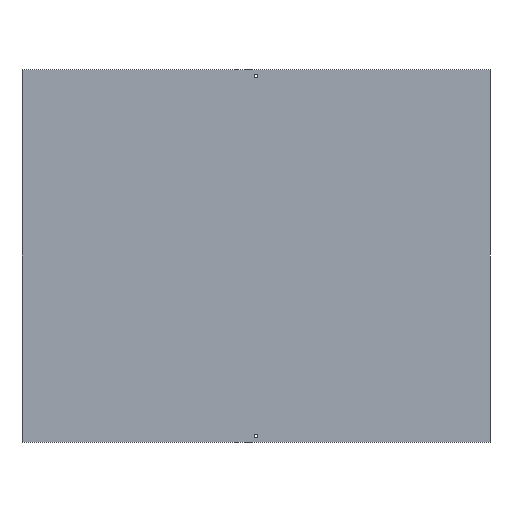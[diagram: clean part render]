
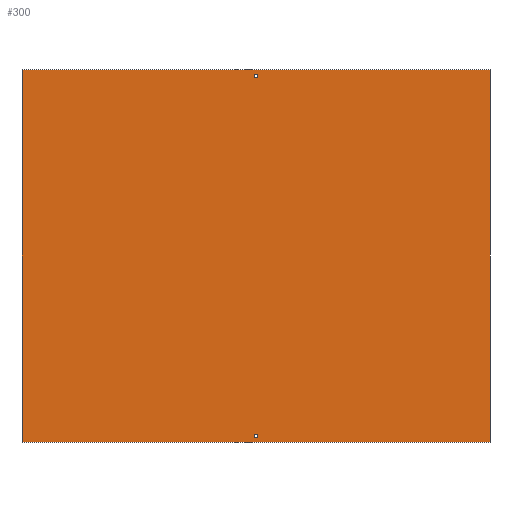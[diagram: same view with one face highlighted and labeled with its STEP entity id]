
A CAD part, front view. The second image highlights one B-rep face of the part: STEP entity #300.
In plain terms, the highlighted planar face has unit normal (0, -1, 0).
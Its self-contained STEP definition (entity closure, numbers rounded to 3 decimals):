
#1 = CARTESIAN_POINT ( 'NONE',  ( 0., -0.75, 207.5 ) ) ;
#8 = LINE ( 'NONE', #42, #168 ) ;
#9 = DIRECTION ( 'NONE',  ( 0., 0., 1. ) ) ;
#12 = EDGE_CURVE ( 'NONE', #315, #113, #246, .T. ) ;
#32 = CARTESIAN_POINT ( 'NONE',  ( 0., -0.75, -205.5 ) ) ;
#34 = FACE_OUTER_BOUND ( 'NONE', #261, .T. ) ;
#42 = CARTESIAN_POINT ( 'NONE',  ( 270., -0.75, 215. ) ) ;
#50 = EDGE_CURVE ( 'NONE', #113, #315, #312, .T. ) ;
#52 = CARTESIAN_POINT ( 'NONE',  ( -270., -0.75, -215. ) ) ;
#55 = CARTESIAN_POINT ( 'NONE',  ( 270., -0.75, -215. ) ) ;
#59 = VERTEX_POINT ( 'NONE', #268 ) ;
#62 = CARTESIAN_POINT ( 'NONE',  ( 270., -0.75, -215. ) ) ;
#65 = VERTEX_POINT ( 'NONE', #274 ) ;
#67 = CARTESIAN_POINT ( 'NONE',  ( 0., -0.75, -207.5 ) ) ;
#69 = DIRECTION ( 'NONE',  ( 1., 0., 0. ) ) ;
#72 = DIRECTION ( 'NONE',  ( 0., 0., 1. ) ) ;
#80 = EDGE_CURVE ( 'NONE', #363, #65, #186, .T. ) ;
#82 = LINE ( 'NONE', #316, #358 ) ;
#84 = DIRECTION ( 'NONE',  ( 0., 0., 1. ) ) ;
#101 = DIRECTION ( 'NONE',  ( 0., 1., 0. ) ) ;
#105 = ORIENTED_EDGE ( 'NONE', *, *, #80, .F. ) ;
#106 = DIRECTION ( 'NONE',  ( 0., 0., 1. ) ) ;
#113 = VERTEX_POINT ( 'NONE', #155 ) ;
#114 = ORIENTED_EDGE ( 'NONE', *, *, #239, .T. ) ;
#121 = DIRECTION ( 'NONE',  ( 0., 1., 0. ) ) ;
#122 = DIRECTION ( 'NONE',  ( 0., 0., -1. ) ) ;
#131 = EDGE_CURVE ( 'NONE', #65, #298, #8, .T. ) ;
#136 = DIRECTION ( 'NONE',  ( -1., 0., 0. ) ) ;
#137 = DIRECTION ( 'NONE',  ( 0., 0., -1. ) ) ;
#142 = ORIENTED_EDGE ( 'NONE', *, *, #345, .T. ) ;
#153 = AXIS2_PLACEMENT_3D ( 'NONE', #67, #245, #72 ) ;
#154 = CIRCLE ( 'NONE', #273, 2. ) ;
#155 = CARTESIAN_POINT ( 'NONE',  ( 0., -0.75, -209.5 ) ) ;
#163 = CARTESIAN_POINT ( 'NONE',  ( 0., -0.75, 207.5 ) ) ;
#166 = LINE ( 'NONE', #52, #306 ) ;
#168 = VECTOR ( 'NONE', #122, 1000. ) ;
#172 = DIRECTION ( 'NONE',  ( 0., 0., 1. ) ) ;
#177 = EDGE_LOOP ( 'NONE', ( #142, #114 ) ) ;
#184 = AXIS2_PLACEMENT_3D ( 'NONE', #1, #285, #84 ) ;
#186 = LINE ( 'NONE', #328, #337 ) ;
#215 = CARTESIAN_POINT ( 'NONE',  ( 0., -0.75, -207.5 ) ) ;
#219 = ORIENTED_EDGE ( 'NONE', *, *, #12, .T. ) ;
#227 = FACE_BOUND ( 'NONE', #308, .T. ) ;
#229 = FACE_BOUND ( 'NONE', #177, .T. ) ;
#232 = ORIENTED_EDGE ( 'NONE', *, *, #255, .F. ) ;
#235 = VERTEX_POINT ( 'NONE', #330 ) ;
#239 = EDGE_CURVE ( 'NONE', #59, #284, #154, .T. ) ;
#245 = DIRECTION ( 'NONE',  ( 0., 1., 0. ) ) ;
#246 = CIRCLE ( 'NONE', #266, 2. ) ;
#254 = DIRECTION ( 'NONE',  ( 0., -1., 0. ) ) ;
#255 = EDGE_CURVE ( 'NONE', #298, #235, #166, .T. ) ;
#259 = CARTESIAN_POINT ( 'NONE',  ( -270., -0.75, 215. ) ) ;
#261 = EDGE_LOOP ( 'NONE', ( #339, #105, #292, #232 ) ) ;
#265 = ORIENTED_EDGE ( 'NONE', *, *, #50, .T. ) ;
#266 = AXIS2_PLACEMENT_3D ( 'NONE', #215, #121, #9 ) ;
#268 = CARTESIAN_POINT ( 'NONE',  ( 0., -0.75, 205.5 ) ) ;
#273 = AXIS2_PLACEMENT_3D ( 'NONE', #163, #101, #106 ) ;
#274 = CARTESIAN_POINT ( 'NONE',  ( 270., -0.75, 215. ) ) ;
#284 = VERTEX_POINT ( 'NONE', #291 ) ;
#285 = DIRECTION ( 'NONE',  ( 0., 1., 0. ) ) ;
#291 = CARTESIAN_POINT ( 'NONE',  ( 0., -0.75, 209.5 ) ) ;
#292 = ORIENTED_EDGE ( 'NONE', *, *, #332, .F. ) ;
#298 = VERTEX_POINT ( 'NONE', #62 ) ;
#300 = ADVANCED_FACE ( 'NONE', ( #227, #229, #34 ), #310, .T. ) ;
#306 = VECTOR ( 'NONE', #136, 1000. ) ;
#308 = EDGE_LOOP ( 'NONE', ( #219, #265 ) ) ;
#310 = PLANE ( 'NONE',  #329 ) ;
#312 = CIRCLE ( 'NONE', #153, 2. ) ;
#315 = VERTEX_POINT ( 'NONE', #32 ) ;
#316 = CARTESIAN_POINT ( 'NONE',  ( -270., -0.75, 215. ) ) ;
#328 = CARTESIAN_POINT ( 'NONE',  ( -270., -0.75, 215. ) ) ;
#329 = AXIS2_PLACEMENT_3D ( 'NONE', #55, #254, #137 ) ;
#330 = CARTESIAN_POINT ( 'NONE',  ( -270., -0.75, -215. ) ) ;
#332 = EDGE_CURVE ( 'NONE', #235, #363, #82, .T. ) ;
#337 = VECTOR ( 'NONE', #69, 1000. ) ;
#339 = ORIENTED_EDGE ( 'NONE', *, *, #131, .F. ) ;
#343 = CIRCLE ( 'NONE', #184, 2. ) ;
#345 = EDGE_CURVE ( 'NONE', #284, #59, #343, .T. ) ;
#358 = VECTOR ( 'NONE', #172, 1000. ) ;
#363 = VERTEX_POINT ( 'NONE', #259 ) ;
